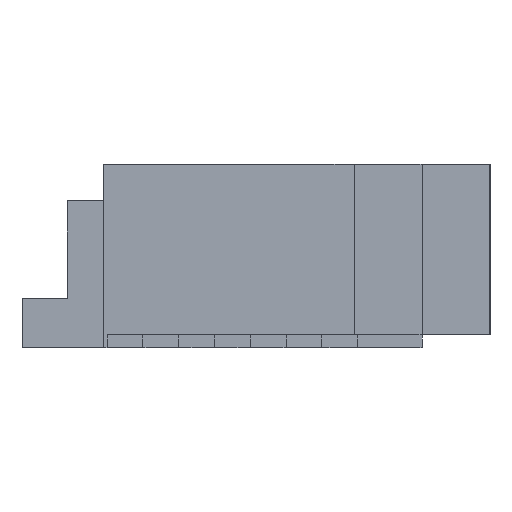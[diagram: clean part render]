
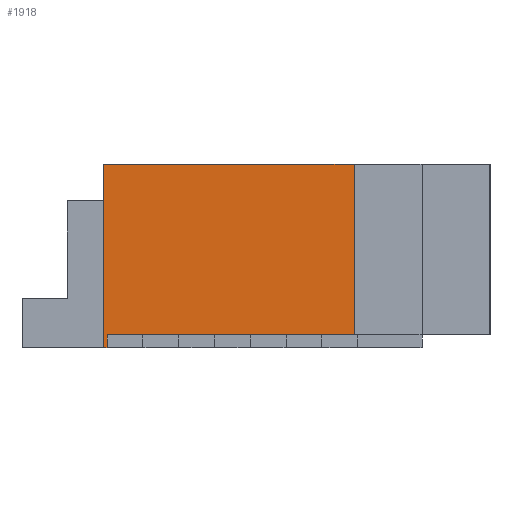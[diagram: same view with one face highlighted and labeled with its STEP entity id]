
A CAD part, left-side view. The second image highlights one B-rep face of the part: STEP entity #1918.
In plain terms, the highlighted planar face has unit normal (-1, 0, 0).
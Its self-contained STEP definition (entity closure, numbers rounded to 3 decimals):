
#40 = VERTEX_POINT('',#41);
#41 = CARTESIAN_POINT('',(-13.435,0.8,2.56));
#47 = EDGE_CURVE('',#48,#40,#50,.T.);
#48 = VERTEX_POINT('',#49);
#49 = CARTESIAN_POINT('',(-13.435,0.8,0.));
#50 = LINE('',#51,#52);
#51 = CARTESIAN_POINT('',(-13.435,0.8,0.));
#52 = VECTOR('',#53,1.);
#53 = DIRECTION('',(0.,0.,1.));
#720 = VERTEX_POINT('',#721);
#721 = CARTESIAN_POINT('',(-13.435,0.75,0.));
#727 = EDGE_CURVE('',#48,#720,#728,.T.);
#728 = LINE('',#729,#730);
#729 = CARTESIAN_POINT('',(-13.435,0.8,0.));
#730 = VECTOR('',#731,1.);
#731 = DIRECTION('',(0.,-1.,0.));
#1918 = ADVANCED_FACE('',(#1919),#1953,.F.);
#1919 = FACE_BOUND('',#1920,.F.);
#1920 = EDGE_LOOP('',(#1921,#1922,#1923,#1931,#1939,#1947));
#1921 = ORIENTED_EDGE('',*,*,#727,.F.);
#1922 = ORIENTED_EDGE('',*,*,#47,.T.);
#1923 = ORIENTED_EDGE('',*,*,#1924,.T.);
#1924 = EDGE_CURVE('',#40,#1925,#1927,.T.);
#1925 = VERTEX_POINT('',#1926);
#1926 = CARTESIAN_POINT('',(-13.435,-2.7,2.56));
#1927 = LINE('',#1928,#1929);
#1928 = CARTESIAN_POINT('',(-13.435,0.8,2.56));
#1929 = VECTOR('',#1930,1.);
#1930 = DIRECTION('',(0.,-1.,0.));
#1931 = ORIENTED_EDGE('',*,*,#1932,.F.);
#1932 = EDGE_CURVE('',#1933,#1925,#1935,.T.);
#1933 = VERTEX_POINT('',#1934);
#1934 = CARTESIAN_POINT('',(-13.435,-2.7,0.18));
#1935 = LINE('',#1936,#1937);
#1936 = CARTESIAN_POINT('',(-13.435,-2.7,0.));
#1937 = VECTOR('',#1938,1.);
#1938 = DIRECTION('',(0.,0.,1.));
#1939 = ORIENTED_EDGE('',*,*,#1940,.F.);
#1940 = EDGE_CURVE('',#1941,#1933,#1943,.T.);
#1941 = VERTEX_POINT('',#1942);
#1942 = CARTESIAN_POINT('',(-13.435,0.75,0.18));
#1943 = LINE('',#1944,#1945);
#1944 = CARTESIAN_POINT('',(-13.435,-0.1,0.18));
#1945 = VECTOR('',#1946,1.);
#1946 = DIRECTION('',(0.,-1.,0.));
#1947 = ORIENTED_EDGE('',*,*,#1948,.T.);
#1948 = EDGE_CURVE('',#1941,#720,#1949,.T.);
#1949 = LINE('',#1950,#1951);
#1950 = CARTESIAN_POINT('',(-13.435,0.75,0.));
#1951 = VECTOR('',#1952,1.);
#1952 = DIRECTION('',(-0.,0.,-1.));
#1953 = PLANE('',#1954);
#1954 = AXIS2_PLACEMENT_3D('',#1955,#1956,#1957);
#1955 = CARTESIAN_POINT('',(-13.435,0.8,0.));
#1956 = DIRECTION('',(1.,0.,0.));
#1957 = DIRECTION('',(0.,-1.,0.));
